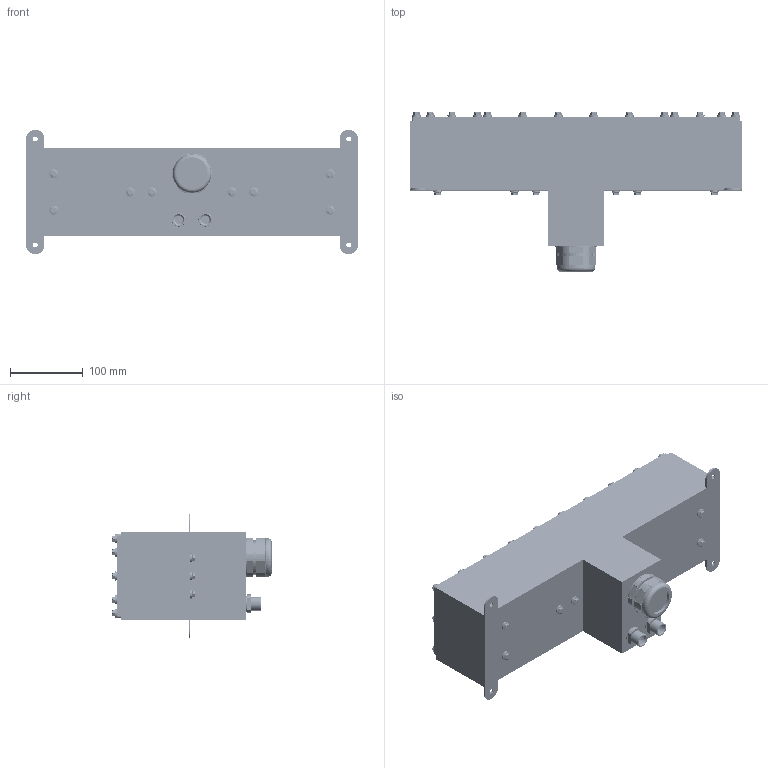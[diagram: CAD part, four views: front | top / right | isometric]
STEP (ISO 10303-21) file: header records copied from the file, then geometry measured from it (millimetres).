
FILE_DESCRIPTION (( 'STEP AP203' ), '1' );
FILE_NAME ('LL-DW-M.STEP', '2023-03-10T16:25:22', ( '' ), ( '' ), 'SwSTEP 2.0', 'SolidWorks 2021', '' );
FILE_SCHEMA (( 'CONFIG_CONTROL_DESIGN' ));
Length unit declared in the file: inch
Products named in the file (31): 500143_8477K33; PG36-I01; 91292A048_91292A048; PG36-N01; PHOXI 3D SCANNER M; 200794; 400101; PG36-01-01-02-01; 200791; 800022; 8674T55_8674T55; PG36-S02; 400102; 91292A108_91292A108; 800023; LL-DW-M; PG36-B01; 400107; 93625A200; 91292A116; 200792; 91292A117; 200309; 800020; 800005; 201233; 800004; SP-M5-2; 400604; 201235; 201234
Assembly tree (122 placements, depth 3):
  LL-DW-M
    201233
      201234
      SP-M5-2  x22
    200791
      200792
      SP-M5-2  x4
    200309  x2
    201235
    200794  x4
    400101  x2
    400107  x2
    400604
    500143_8477K33  x2
    PG36-01-01-02-01
      PG36-B01
      PG36-I01
      PG36-S02
      PG36-N01
    800004  x30
      800005
      400102
    800022  x4
    800023  x8
      800020
      400102
    8674T55_8674T55  x2
    93625A200  x8
    91292A048_91292A048  x4
    91292A117  x8
    91292A116  x2
    91292A108_91292A108  x2
    PHOXI 3D SCANNER M
Bounding box: 457.2 x 219.44 x 171.45 mm (x, y, z)
Volume: 1186870.8 mm3; surface area: 1044025.6 mm2
Topology: 169 solids, 169 shells, 9341 faces, 24826 edges, 16169 vertices
Faces by surface type: cylinder 4687, plane 3231, cone 1114, bspline 252, sphere 32, torus 25
Entity records: 124257 total; most frequent: CARTESIAN_POINT 53356, ORIENTED_EDGE 14222, DIRECTION 12972, EDGE_CURVE 7111, AXIS2_PLACEMENT_3D 4651, VERTEX_POINT 4607, VECTOR 3670, LINE 3670
